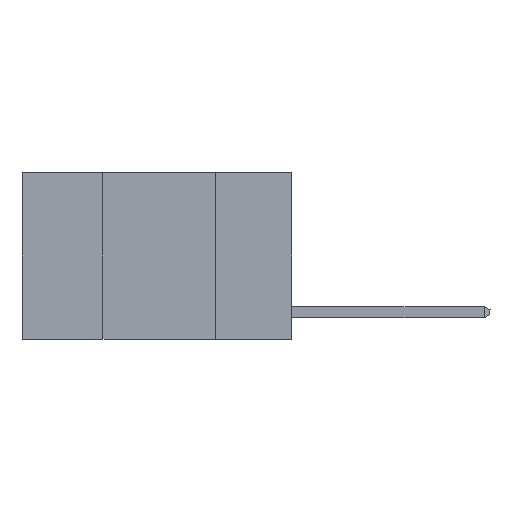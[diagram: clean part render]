
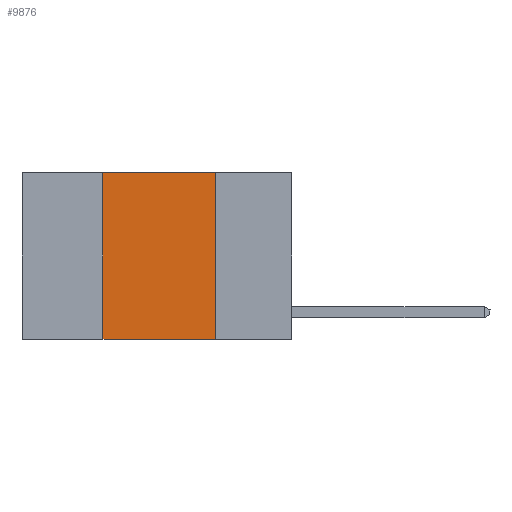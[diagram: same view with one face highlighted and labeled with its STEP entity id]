
A CAD part, left-side view. The second image highlights one B-rep face of the part: STEP entity #9876.
In plain terms, the highlighted planar face has unit normal (-1, 0, 0).
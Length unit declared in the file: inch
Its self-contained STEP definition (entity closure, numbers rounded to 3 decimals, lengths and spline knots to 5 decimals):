
#927 = VECTOR ( 'NONE', #4906, 39.37008 ) ;
#1003 = CARTESIAN_POINT ( 'NONE',  ( 0., 0.6, 0. ) ) ;
#1139 = CARTESIAN_POINT ( 'NONE',  ( 0., 0.6, 0. ) ) ;
#1717 = VERTEX_POINT ( 'NONE', #17414 ) ;
#2028 = EDGE_CURVE ( 'NONE', #20144, #13027, #11121, .T. ) ;
#2117 = LINE ( 'NONE', #19964, #15575 ) ;
#2910 = DIRECTION ( 'NONE',  ( 0., 0., -1. ) ) ;
#3052 = DIRECTION ( 'NONE',  ( 0., -1., 0. ) ) ;
#3159 = AXIS2_PLACEMENT_3D ( 'NONE', #1003, #14380, #2910 ) ;
#4027 = DIRECTION ( 'NONE',  ( 0., 0., -1. ) ) ;
#4906 = DIRECTION ( 'NONE',  ( 0., -1., 0. ) ) ;
#6666 = CARTESIAN_POINT ( 'NONE',  ( 0., 0.6, -0.37 ) ) ;
#7064 = FACE_OUTER_BOUND ( 'NONE', #15231, .T. ) ;
#9501 = VECTOR ( 'NONE', #3052, 39.37008 ) ;
#9736 = CARTESIAN_POINT ( 'NONE',  ( 0., 0.17, 0. ) ) ;
#9876 = ADVANCED_FACE ( 'NONE', ( #7064 ), #12467, .F. ) ;
#11121 = LINE ( 'NONE', #6666, #927 ) ;
#11813 = CARTESIAN_POINT ( 'NONE',  ( 0., 0.17, 0. ) ) ;
#12450 = VECTOR ( 'NONE', #4027, 39.37008 ) ;
#12467 = PLANE ( 'NONE',  #3159 ) ;
#13027 = VERTEX_POINT ( 'NONE', #19989 ) ;
#14380 = DIRECTION ( 'NONE',  ( 1., 0., 0. ) ) ;
#15231 = EDGE_LOOP ( 'NONE', ( #16102, #16788, #18140, #19273 ) ) ;
#15575 = VECTOR ( 'NONE', #21833, 39.37008 ) ;
#15591 = EDGE_CURVE ( 'NONE', #16292, #13027, #17505, .T. ) ;
#16102 = ORIENTED_EDGE ( 'NONE', *, *, #15591, .F. ) ;
#16292 = VERTEX_POINT ( 'NONE', #11813 ) ;
#16788 = ORIENTED_EDGE ( 'NONE', *, *, #24188, .F. ) ;
#16940 = EDGE_CURVE ( 'NONE', #20144, #1717, #2117, .T. ) ;
#17414 = CARTESIAN_POINT ( 'NONE',  ( 0., 0.42, 0. ) ) ;
#17505 = LINE ( 'NONE', #9736, #12450 ) ;
#18140 = ORIENTED_EDGE ( 'NONE', *, *, #16940, .F. ) ;
#19273 = ORIENTED_EDGE ( 'NONE', *, *, #2028, .T. ) ;
#19964 = CARTESIAN_POINT ( 'NONE',  ( 0., 0.42, 0. ) ) ;
#19989 = CARTESIAN_POINT ( 'NONE',  ( 0., 0.17, -0.37 ) ) ;
#20144 = VERTEX_POINT ( 'NONE', #21913 ) ;
#21833 = DIRECTION ( 'NONE',  ( 0., 0., 1. ) ) ;
#21913 = CARTESIAN_POINT ( 'NONE',  ( 0., 0.42, -0.37 ) ) ;
#24188 = EDGE_CURVE ( 'NONE', #1717, #16292, #24482, .T. ) ;
#24482 = LINE ( 'NONE', #1139, #9501 ) ;
